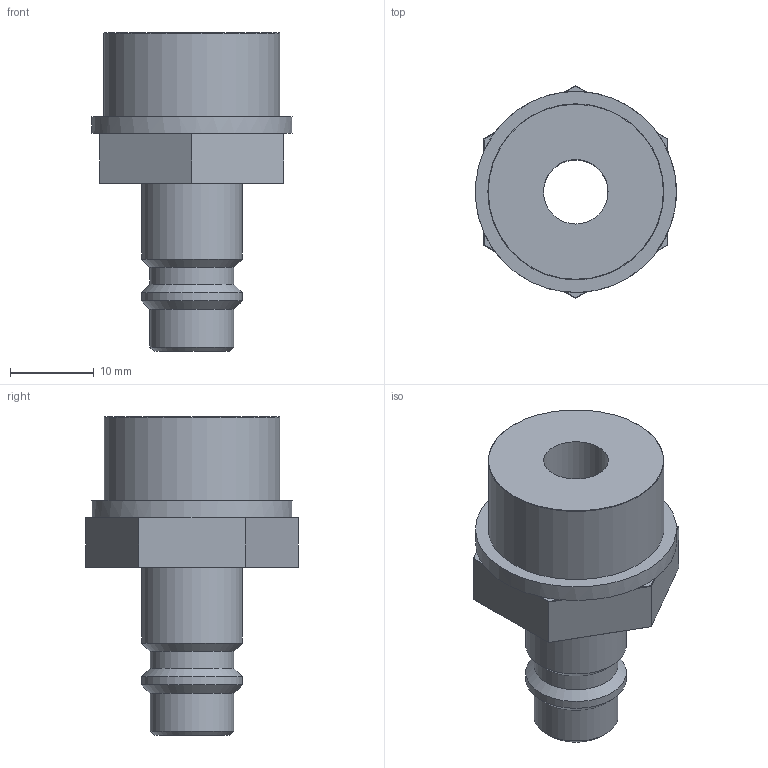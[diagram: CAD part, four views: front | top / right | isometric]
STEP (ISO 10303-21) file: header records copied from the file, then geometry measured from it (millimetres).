
FILE_DESCRIPTION(/* description */ (''),/* implementation_level */ '2;1');
FILE_NAME(/* name */ '19017_KriTec_Stecknippel_NW_7,2_mit_Aussengewinde_1_2_Zoll.stp',/* time_stamp */ '2016-07-11T10:56:35+02:00',/* author */ ('Steiner'),/* organization */ (''),/* preprocessor_version */ 'ST-DEVELOPER v16.1',/* originating_system */ 'Autodesk Inventor 2016',/* authorisation */ '');
FILE_SCHEMA (('AUTOMOTIVE_DESIGN { 1 0 10303 214 3 1 1 }'));
Length unit declared in the file: millimetre
Products named in the file (1): 19017_KriTec_Stecknippel_NW_7,2_mit_Aussengewinde_1_2_Zoll
Bounding box: 23.96 x 25.4 x 38 mm (x, y, z)
Volume: 7076.4 mm3; surface area: 3708.4 mm2
Topology: 1 solids, 1 shells, 46 faces, 96 edges, 54 vertices
Faces by surface type: plane 34, cylinder 7, cone 5
Full cylindrical faces by diameter (mm): 7.7 x1, 10 x2, 12 x2, 21 x1, 24 x1
Entity records: 1143 total; most frequent: DIRECTION 202, CARTESIAN_POINT 179, ORIENTED_EDGE 162, EDGE_CURVE 81, AXIS2_PLACEMENT_3D 74, EDGE_LOOP 62, LINE 54, VECTOR 54
